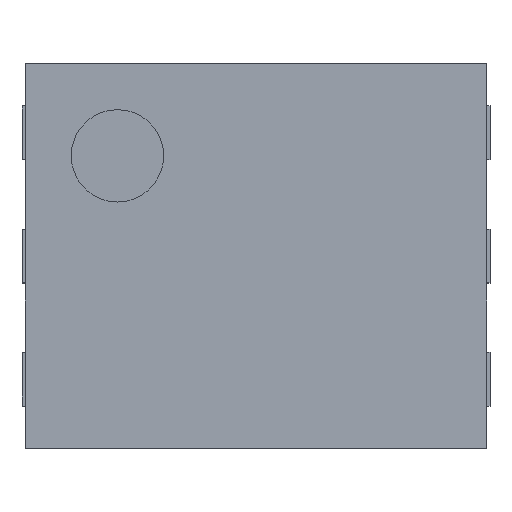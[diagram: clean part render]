
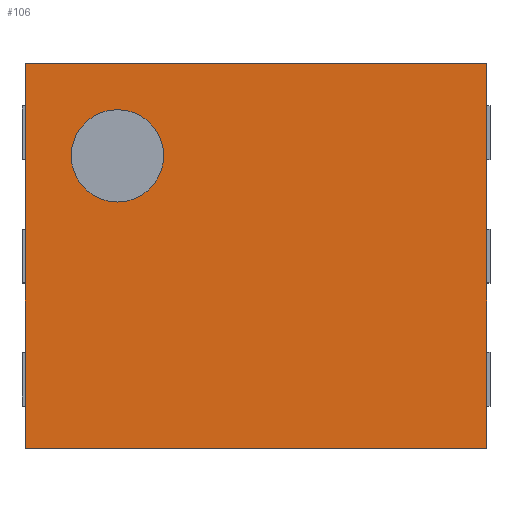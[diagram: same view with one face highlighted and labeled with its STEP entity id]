
A CAD part, top view. The second image highlights one B-rep face of the part: STEP entity #106.
In plain terms, the highlighted planar face has unit normal (0, 0, 1).
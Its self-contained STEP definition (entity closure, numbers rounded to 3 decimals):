
#13=DIRECTION('',(0.,0.,1.));
#14=DIRECTION('',(1.,0.,0.));
#65=VERTEX_POINT('',#66);
#66=CARTESIAN_POINT('',(-1.5,-1.25,0.77));
#74=VECTOR('',#75,1.);
#75=DIRECTION('',(0.,1.,0.));
#78=VERTEX_POINT('',#79);
#79=CARTESIAN_POINT('',(-1.5,1.25,0.77));
#81=ORIENTED_EDGE('',*,*,#82,.F.);
#82=EDGE_CURVE('',#65,#78,#83,.T.);
#83=LINE('',#66,#74);
#94=VECTOR('',#14,1.);
#96=ORIENTED_EDGE('',*,*,#97,.T.);
#97=EDGE_CURVE('',#65,#98,#100,.T.);
#98=VERTEX_POINT('',#99);
#99=CARTESIAN_POINT('',(1.5,-1.25,0.77));
#100=LINE('',#66,#94);
#106=ADVANCED_FACE('',(#107,#117),#128,.T.);
#107=FACE_BOUND('',#108,.T.);
#108=EDGE_LOOP('',(#81,#96,#109,#114));
#109=ORIENTED_EDGE('',*,*,#110,.T.);
#110=EDGE_CURVE('',#98,#111,#113,.T.);
#111=VERTEX_POINT('',#112);
#112=CARTESIAN_POINT('',(1.5,1.25,0.77));
#113=LINE('',#99,#74);
#114=ORIENTED_EDGE('',*,*,#115,.F.);
#115=EDGE_CURVE('',#78,#111,#116,.T.);
#116=LINE('',#79,#94);
#117=FACE_BOUND('',#118,.T.);
#118=EDGE_LOOP('',(#119));
#119=ORIENTED_EDGE('',*,*,#120,.T.);
#120=EDGE_CURVE('',#121,#121,#123,.T.);
#121=VERTEX_POINT('',#122);
#122=CARTESIAN_POINT('',(-1.2,0.65,0.77));
#123=CIRCLE('',#124,0.3);
#124=AXIS2_PLACEMENT_3D('',#125,#126,#127);
#125=CARTESIAN_POINT('',(-0.9,0.65,0.77));
#126=DIRECTION('',(0.,0.,-1.));
#127=DIRECTION('',(-1.,0.,0.));
#128=PLANE('',#129);
#129=AXIS2_PLACEMENT_3D('',#66,#13,#14);
